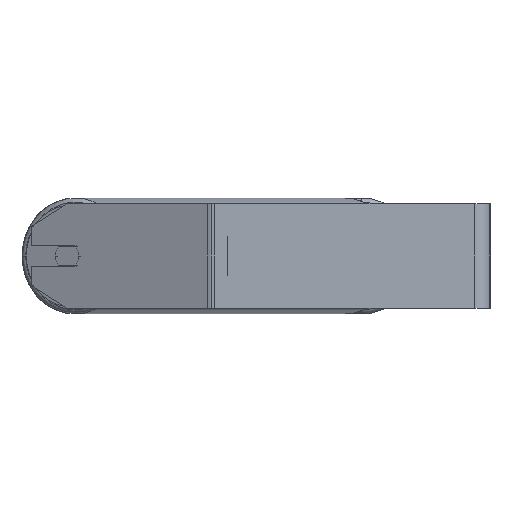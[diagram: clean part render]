
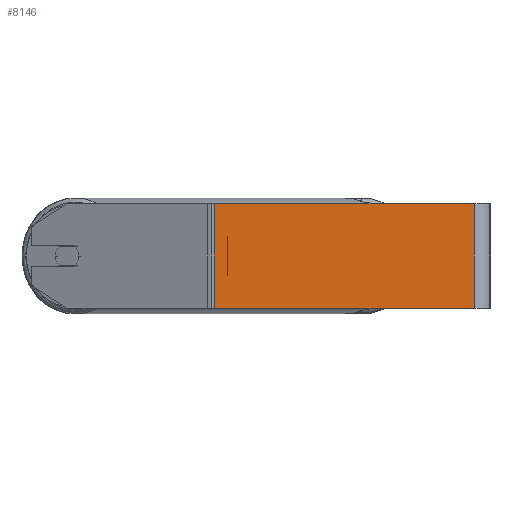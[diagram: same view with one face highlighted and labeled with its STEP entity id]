
A CAD part, left-side view. The second image highlights one B-rep face of the part: STEP entity #8146.
In plain terms, the highlighted planar face has unit normal (-1, 0, 0).
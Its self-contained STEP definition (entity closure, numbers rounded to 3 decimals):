
#395 = CARTESIAN_POINT ( 'NONE',  ( -800., 211.795, -40. ) ) ;
#478 = EDGE_CURVE ( 'NONE', #8411, #5614, #3090, .T. ) ;
#880 = FACE_OUTER_BOUND ( 'NONE', #8528, .T. ) ;
#925 = VERTEX_POINT ( 'NONE', #3034 ) ;
#972 = DIRECTION ( 'NONE',  ( 1., 0., 0. ) ) ;
#1099 = LINE ( 'NONE', #5892, #8128 ) ;
#1551 = LINE ( 'NONE', #2841, #8714 ) ;
#1883 = AXIS2_PLACEMENT_3D ( 'NONE', #8417, #972, #8363 ) ;
#2363 = VERTEX_POINT ( 'NONE', #395 ) ;
#2446 = EDGE_CURVE ( 'NONE', #8411, #2363, #1099, .T. ) ;
#2841 = CARTESIAN_POINT ( 'NONE',  ( -800., 12., 40. ) ) ;
#2996 = CARTESIAN_POINT ( 'NONE',  ( -800., 214.455, 40. ) ) ;
#3034 = CARTESIAN_POINT ( 'NONE',  ( -800., 12., -40. ) ) ;
#3090 = LINE ( 'NONE', #2996, #6973 ) ;
#3690 = ORIENTED_EDGE ( 'NONE', *, *, #2446, .T. ) ;
#4004 = CARTESIAN_POINT ( 'NONE',  ( -800., 12., 40. ) ) ;
#4159 = CARTESIAN_POINT ( 'NONE',  ( -800., 211.795, 40. ) ) ;
#4305 = DIRECTION ( 'NONE',  ( 0., 0., -1. ) ) ;
#4549 = EDGE_CURVE ( 'NONE', #5614, #925, #1551, .T. ) ;
#5140 = PLANE ( 'NONE',  #1883 ) ;
#5614 = VERTEX_POINT ( 'NONE', #4004 ) ;
#5652 = ORIENTED_EDGE ( 'NONE', *, *, #4549, .F. ) ;
#5700 = ORIENTED_EDGE ( 'NONE', *, *, #478, .F. ) ;
#5892 = CARTESIAN_POINT ( 'NONE',  ( -800., 211.795, 40. ) ) ;
#6525 = ORIENTED_EDGE ( 'NONE', *, *, #6843, .T. ) ;
#6808 = VECTOR ( 'NONE', #8227, 1000. ) ;
#6818 = LINE ( 'NONE', #6907, #6808 ) ;
#6843 = EDGE_CURVE ( 'NONE', #2363, #925, #6818, .T. ) ;
#6907 = CARTESIAN_POINT ( 'NONE',  ( -800., 214.455, -40. ) ) ;
#6973 = VECTOR ( 'NONE', #7029, 1000. ) ;
#7029 = DIRECTION ( 'NONE',  ( 0., -1., 0. ) ) ;
#7830 = DIRECTION ( 'NONE',  ( 0., 0., -1. ) ) ;
#8128 = VECTOR ( 'NONE', #7830, 1000. ) ;
#8146 = ADVANCED_FACE ( 'NONE', ( #880 ), #5140, .F. ) ;
#8227 = DIRECTION ( 'NONE',  ( 0., -1., 0. ) ) ;
#8363 = DIRECTION ( 'NONE',  ( 0., 0., -1. ) ) ;
#8411 = VERTEX_POINT ( 'NONE', #4159 ) ;
#8417 = CARTESIAN_POINT ( 'NONE',  ( -800., 214.455, 40. ) ) ;
#8528 = EDGE_LOOP ( 'NONE', ( #6525, #5652, #5700, #3690 ) ) ;
#8714 = VECTOR ( 'NONE', #4305, 1000. ) ;
